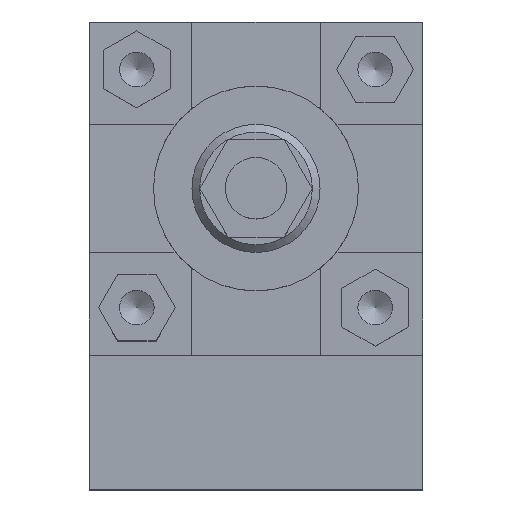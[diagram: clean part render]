
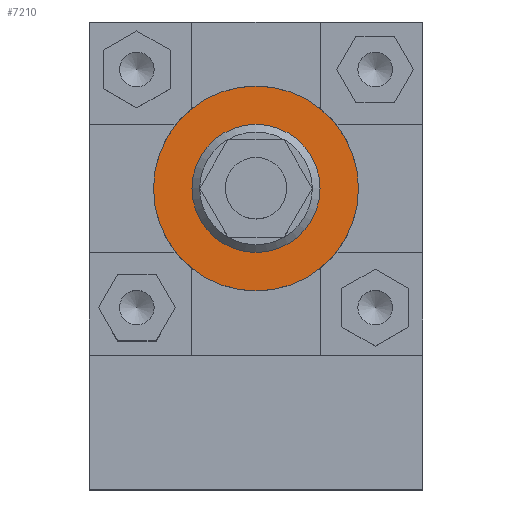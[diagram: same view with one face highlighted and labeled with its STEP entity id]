
A CAD part, top view. The second image highlights one B-rep face of the part: STEP entity #7210.
In plain terms, the highlighted planar face has unit normal (0, 0, 1).
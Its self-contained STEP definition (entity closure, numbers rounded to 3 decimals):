
#1658=ORIENTED_EDGE('',*,*,#2918,.T.);
#1659=ORIENTED_EDGE('',*,*,#2919,.F.);
#2918=EDGE_CURVE('',#3574,#3574,#3944,.T.);
#2919=EDGE_CURVE('',#3575,#3575,#3945,.T.);
#3574=VERTEX_POINT('',#9598);
#3575=VERTEX_POINT('',#9600);
#3944=CIRCLE('',#7517,12.5);
#3945=CIRCLE('',#7518,20.);
#4084=EDGE_LOOP('',(#1658));
#4085=EDGE_LOOP('',(#1659));
#4464=FACE_BOUND('',#4084,.T.);
#4465=FACE_BOUND('',#4085,.T.);
#4849=PLANE('',#7516);
#7210=ADVANCED_FACE('',(#4464,#4465),#4849,.F.);
#7516=AXIS2_PLACEMENT_3D('',#9596,#8135,#8136);
#7517=AXIS2_PLACEMENT_3D('',#9597,#8137,#8138);
#7518=AXIS2_PLACEMENT_3D('',#9599,#8139,#8140);
#8135=DIRECTION('',(0.,0.,-1.));
#8136=DIRECTION('',(-1.,0.,0.));
#8137=DIRECTION('',(0.,0.,-1.));
#8138=DIRECTION('',(-1.,0.,0.));
#8139=DIRECTION('',(0.,0.,-1.));
#8140=DIRECTION('',(-1.,0.,0.));
#9596=CARTESIAN_POINT('',(0.,0.,100.25));
#9597=CARTESIAN_POINT('',(0.,0.,100.25));
#9598=CARTESIAN_POINT('',(-12.5,0.,100.25));
#9599=CARTESIAN_POINT('',(0.,0.,100.25));
#9600=CARTESIAN_POINT('',(-20.,0.,100.25));
